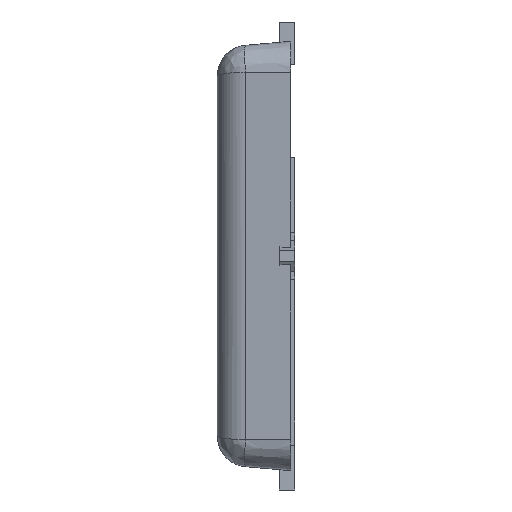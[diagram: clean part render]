
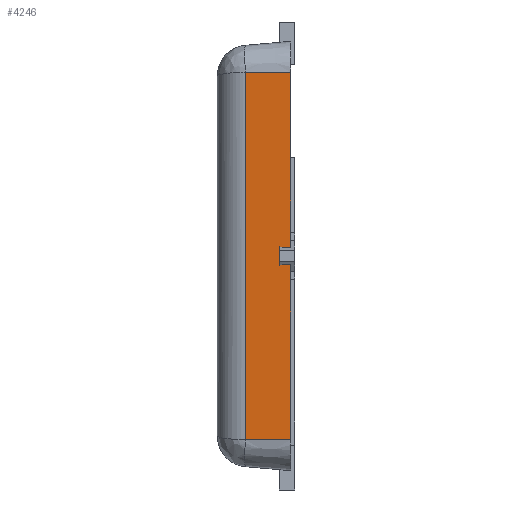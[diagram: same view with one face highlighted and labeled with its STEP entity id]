
A CAD part, left-side view. The second image highlights one B-rep face of the part: STEP entity #4246.
In plain terms, the highlighted planar face has unit normal (-0.996, 0.087, 0).
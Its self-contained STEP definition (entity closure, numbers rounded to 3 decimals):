
#86 = EDGE_CURVE ( 'NONE', #3655, #5491, #1359, .T. ) ;
#94 = EDGE_CURVE ( 'NONE', #2072, #812, #5270, .T. ) ;
#175 = EDGE_CURVE ( 'NONE', #1311, #812, #1923, .T. ) ;
#702 = CARTESIAN_POINT ( 'NONE',  ( -2.6, 0., 2.375 ) ) ;
#726 = CARTESIAN_POINT ( 'NONE',  ( -2.587, 0.15, 2.375 ) ) ;
#775 = DIRECTION ( 'NONE',  ( 0., 0., 1. ) ) ;
#812 = VERTEX_POINT ( 'NONE', #5506 ) ;
#840 = CARTESIAN_POINT ( 'NONE',  ( -2.595, 0.053, 0.114 ) ) ;
#1031 = ORIENTED_EDGE ( 'NONE', *, *, #4212, .T. ) ;
#1040 = VECTOR ( 'NONE', #775, 1000. ) ;
#1044 = VECTOR ( 'NONE', #3143, 1000. ) ;
#1045 = CARTESIAN_POINT ( 'NONE',  ( -2.587, 0.15, -0.116 ) ) ;
#1071 = AXIS2_PLACEMENT_3D ( 'NONE', #4922, #4884, #5806 ) ;
#1309 = CARTESIAN_POINT ( 'NONE',  ( -2.549, 0.585, -2.375 ) ) ;
#1311 = VERTEX_POINT ( 'NONE', #3156 ) ;
#1359 = LINE ( 'NONE', #2875, #4556 ) ;
#1379 = ORIENTED_EDGE ( 'NONE', *, *, #5829, .T. ) ;
#1393 = VECTOR ( 'NONE', #4011, 1000. ) ;
#1426 = CARTESIAN_POINT ( 'NONE',  ( -2.6, 0., 0.113 ) ) ;
#1455 = LINE ( 'NONE', #726, #1040 ) ;
#1740 = PLANE ( 'NONE',  #1071 ) ;
#1830 = FACE_OUTER_BOUND ( 'NONE', #4131, .T. ) ;
#1921 = ORIENTED_EDGE ( 'NONE', *, *, #4939, .T. ) ;
#1923 = LINE ( 'NONE', #4717, #3423 ) ;
#1944 = ORIENTED_EDGE ( 'NONE', *, *, #175, .F. ) ;
#2000 = DIRECTION ( 'NONE',  ( 0., 0., 1. ) ) ;
#2072 = VERTEX_POINT ( 'NONE', #1426 ) ;
#2159 = ORIENTED_EDGE ( 'NONE', *, *, #4701, .T. ) ;
#2170 = EDGE_CURVE ( 'NONE', #2469, #3655, #2259, .T. ) ;
#2259 = LINE ( 'NONE', #4047, #1044 ) ;
#2452 = LINE ( 'NONE', #840, #1393 ) ;
#2469 = VERTEX_POINT ( 'NONE', #3993 ) ;
#2875 = CARTESIAN_POINT ( 'NONE',  ( -2.6, 0., 2.375 ) ) ;
#3051 = LINE ( 'NONE', #4451, #3199 ) ;
#3143 = DIRECTION ( 'NONE',  ( -0.087, -0.996, 0. ) ) ;
#3156 = CARTESIAN_POINT ( 'NONE',  ( -2.549, 0.585, 2.375 ) ) ;
#3199 = VECTOR ( 'NONE', #5337, 1000. ) ;
#3331 = DIRECTION ( 'NONE',  ( -0.087, -0.996, 0. ) ) ;
#3423 = VECTOR ( 'NONE', #3331, 1000. ) ;
#3578 = CARTESIAN_POINT ( 'NONE',  ( -2.6, 0., -0.113 ) ) ;
#3655 = VERTEX_POINT ( 'NONE', #5871 ) ;
#3905 = CARTESIAN_POINT ( 'NONE',  ( -2.587, 0.15, 0.116 ) ) ;
#3993 = CARTESIAN_POINT ( 'NONE',  ( -2.549, 0.585, -2.375 ) ) ;
#4011 = DIRECTION ( 'NONE',  ( -0.087, -0.996, -0.023 ) ) ;
#4013 = VERTEX_POINT ( 'NONE', #3905 ) ;
#4042 = LINE ( 'NONE', #1309, #5246 ) ;
#4047 = CARTESIAN_POINT ( 'NONE',  ( -2.6, 0., -2.375 ) ) ;
#4131 = EDGE_LOOP ( 'NONE', ( #5576, #1921, #2159, #1031, #5132, #1944, #1379, #5415 ) ) ;
#4212 = EDGE_CURVE ( 'NONE', #4013, #2072, #2452, .T. ) ;
#4246 = ADVANCED_FACE ( 'NONE', ( #1830 ), #1740, .T. ) ;
#4413 = VECTOR ( 'NONE', #5646, 1000. ) ;
#4451 = CARTESIAN_POINT ( 'NONE',  ( -2.605, -0.058, -0.112 ) ) ;
#4556 = VECTOR ( 'NONE', #2000, 1000. ) ;
#4701 = EDGE_CURVE ( 'NONE', #5216, #4013, #1455, .T. ) ;
#4717 = CARTESIAN_POINT ( 'NONE',  ( -2.6, 0., 2.375 ) ) ;
#4884 = DIRECTION ( 'NONE',  ( -0.996, 0.087, 0. ) ) ;
#4922 = CARTESIAN_POINT ( 'NONE',  ( -2.6, 0., 2.375 ) ) ;
#4939 = EDGE_CURVE ( 'NONE', #5491, #5216, #3051, .T. ) ;
#5132 = ORIENTED_EDGE ( 'NONE', *, *, #94, .T. ) ;
#5216 = VERTEX_POINT ( 'NONE', #1045 ) ;
#5246 = VECTOR ( 'NONE', #5458, 1000. ) ;
#5270 = LINE ( 'NONE', #702, #4413 ) ;
#5337 = DIRECTION ( 'NONE',  ( 0.087, 0.996, -0.023 ) ) ;
#5415 = ORIENTED_EDGE ( 'NONE', *, *, #2170, .T. ) ;
#5458 = DIRECTION ( 'NONE',  ( 0., 0., -1. ) ) ;
#5491 = VERTEX_POINT ( 'NONE', #3578 ) ;
#5506 = CARTESIAN_POINT ( 'NONE',  ( -2.6, 0., 2.375 ) ) ;
#5576 = ORIENTED_EDGE ( 'NONE', *, *, #86, .T. ) ;
#5646 = DIRECTION ( 'NONE',  ( 0., 0., 1. ) ) ;
#5806 = DIRECTION ( 'NONE',  ( -0.087, -0.996, 0. ) ) ;
#5829 = EDGE_CURVE ( 'NONE', #1311, #2469, #4042, .T. ) ;
#5871 = CARTESIAN_POINT ( 'NONE',  ( -2.6, 0., -2.375 ) ) ;
